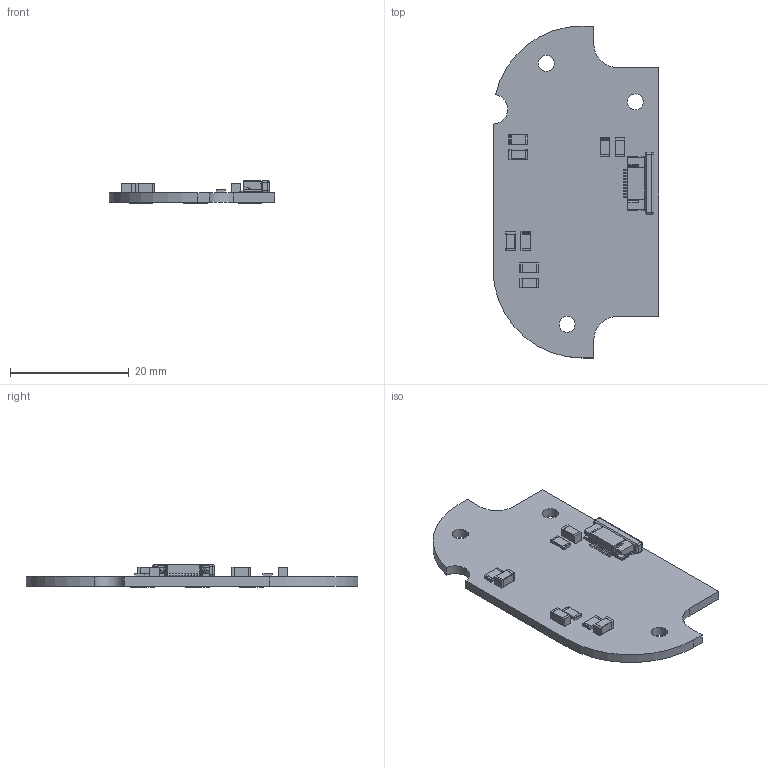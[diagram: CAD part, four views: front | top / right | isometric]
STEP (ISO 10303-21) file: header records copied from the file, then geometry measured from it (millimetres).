
FILE_DESCRIPTION(('KiCad electronic assembly'),'2;1');
FILE_NAME('pcb_gauche.step','2019-04-26T16:11:45',('An Author'),( 'A Company'),'Open CASCADE STEP processor 6.9', 'KiCad to STEP converter','Unknown');
FILE_SCHEMA(('AUTOMOTIVE_DESIGN { 1 0 10303 214 1 1 1 1 }'));
Length unit declared in the file: millimetre
Products named in the file (10): Open CASCADE STEP translator 6.9 1; c-1-1734592-0-c-3d; SOLID; C_1206_3216Metric; R_1206_3216Metric; pad; COMPOUND
Assembly tree (18 placements, depth 3):
  Open CASCADE STEP translator 6.9 1
    c-1-1734592-0-c-3d
      SOLID
    C_1206_3216Metric  x4
      SOLID
    R_1206_3216Metric  x4
      SOLID
    pad  x4
      SOLID
    COMPOUND
Bounding box: 28 x 56 x 3.8 mm (x, y, z)
Volume: 2191.9 mm3; surface area: 3383.2 mm2
Topology: 14 solids, 14 shells, 530 faces, 1414 edges, 920 vertices
Faces by surface type: plane 390, cylinder 132, sphere 8
Full cylindrical faces by diameter (mm): 2.7 x3, 4 x4
Entity records: 25358 total; most frequent: CARTESIAN_POINT 4835, DIRECTION 3769, LINE 2669, VECTOR 2669, ORIENTED_EDGE 1970, PCURVE 1970, DEFINITIONAL_REPRESENTATION 1970, EDGE_CURVE 985
